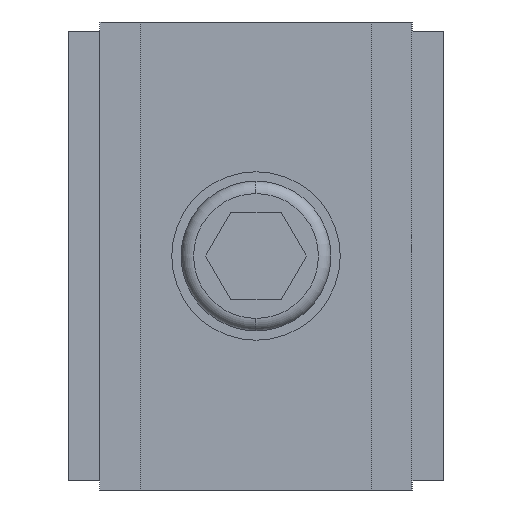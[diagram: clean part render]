
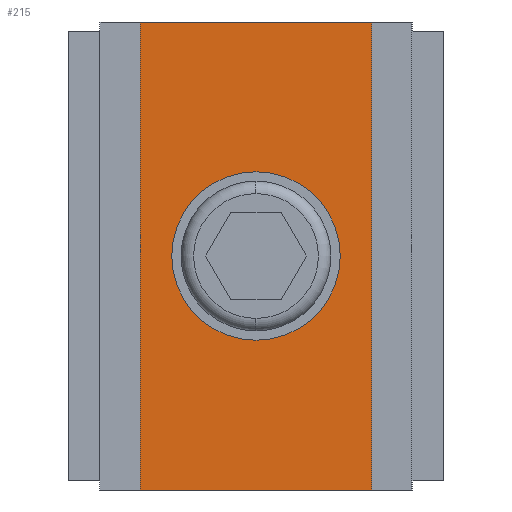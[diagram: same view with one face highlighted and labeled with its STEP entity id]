
A CAD part, left-side view. The second image highlights one B-rep face of the part: STEP entity #215.
In plain terms, the highlighted planar face has unit normal (-1, 0, 0).
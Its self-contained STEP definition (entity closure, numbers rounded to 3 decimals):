
#215=ADVANCED_FACE('',(#333,#334),#335,.F.);
#333=FACE_BOUND('',#476,.T.);
#334=FACE_OUTER_BOUND('',#477,.T.);
#335=PLANE('',#478);
#476=EDGE_LOOP('',(#861,#862));
#477=EDGE_LOOP('',(#863,#864,#865,#866));
#478=AXIS2_PLACEMENT_3D('',#867,#868,#869);
#861=ORIENTED_EDGE('',*,*,#1035,.T.);
#862=ORIENTED_EDGE('',*,*,#1124,.T.);
#863=ORIENTED_EDGE('',*,*,#1128,.T.);
#864=ORIENTED_EDGE('',*,*,#1131,.F.);
#865=ORIENTED_EDGE('',*,*,#1135,.T.);
#866=ORIENTED_EDGE('',*,*,#1136,.F.);
#867=CARTESIAN_POINT('',(-90.0,30.0,0.0));
#868=DIRECTION('',(1.0,0.0,0.0));
#869=DIRECTION('',(0.0,0.0,-1.0));
#1035=EDGE_CURVE('',#1186,#1190,#1192,.T.);
#1124=EDGE_CURVE('',#1190,#1186,#1338,.T.);
#1128=EDGE_CURVE('',#1340,#1344,#1346,.T.);
#1131=EDGE_CURVE('',#1349,#1344,#1351,.T.);
#1135=EDGE_CURVE('',#1349,#1355,#1357,.T.);
#1136=EDGE_CURVE('',#1340,#1355,#1358,.T.);
#1186=VERTEX_POINT('',#1440);
#1190=VERTEX_POINT('',#1445);
#1192=CIRCLE('',#1448,13.5);
#1338=CIRCLE('',#1658,13.5);
#1340=VERTEX_POINT('',#1660);
#1344=VERTEX_POINT('',#1666);
#1346=LINE('',#1669,#1670);
#1349=VERTEX_POINT('',#1674);
#1351=LINE('',#1677,#1678);
#1355=VERTEX_POINT('',#1684);
#1357=LINE('',#1687,#1688);
#1358=LINE('',#1689,#1690);
#1440=CARTESIAN_POINT('',(-90.0,30.0,-13.5));
#1445=CARTESIAN_POINT('',(-90.0,30.0,13.5));
#1448=AXIS2_PLACEMENT_3D('',#1824,#1825,#1826);
#1658=AXIS2_PLACEMENT_3D('',#1963,#1964,#1965);
#1660=CARTESIAN_POINT('',(-90.0,48.539,37.5));
#1666=CARTESIAN_POINT('',(-90.0,48.539,-37.5));
#1669=CARTESIAN_POINT('',(-90.0,48.539,0.));
#1670=VECTOR('',#1969,1.0);
#1674=CARTESIAN_POINT('',(-90.0,11.461,-37.5));
#1677=CARTESIAN_POINT('',(-90.0,30.0,-37.5));
#1678=VECTOR('',#1972,1.0);
#1684=CARTESIAN_POINT('',(-90.0,11.461,37.5));
#1687=CARTESIAN_POINT('',(-90.0,11.461,0.0));
#1688=VECTOR('',#1976,1.0);
#1689=CARTESIAN_POINT('',(-90.0,30.0,37.5));
#1690=VECTOR('',#1977,1.0);
#1824=CARTESIAN_POINT('',(-90.0,30.0,0.0));
#1825=DIRECTION('',(1.0,0.0,0.0));
#1826=DIRECTION('',(0.0,0.0,-1.0));
#1963=CARTESIAN_POINT('',(-90.0,30.0,0.0));
#1964=DIRECTION('',(1.0,0.0,0.0));
#1965=DIRECTION('',(0.0,0.0,-1.0));
#1969=DIRECTION('',(0.0,0.,-1.0));
#1972=DIRECTION('',(0.0,1.0,0.0));
#1976=DIRECTION('',(0.0,0.0,1.0));
#1977=DIRECTION('',(0.0,-1.0,0.0));
